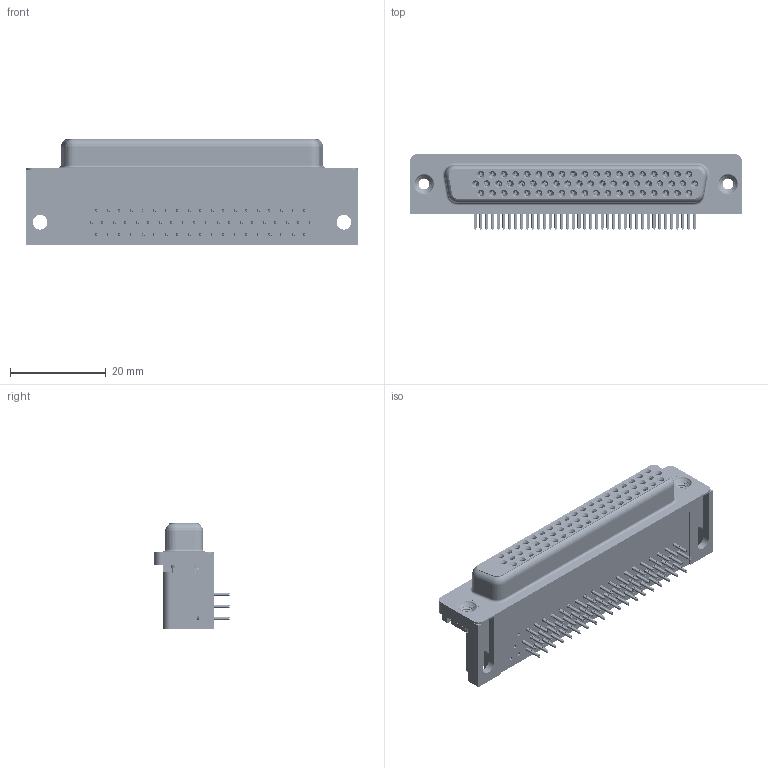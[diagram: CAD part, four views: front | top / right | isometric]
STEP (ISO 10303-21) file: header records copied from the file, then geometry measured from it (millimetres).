
FILE_DESCRIPTION (( 'STEP AP203' ), '1' );
FILE_NAME ('MHHDR-62FNS-C1.STEP', '2025-11-27T20:37:22', ( '' ), ( '' ), 'SwSTEP 2.0', 'SolidWorks 2023', '' );
FILE_SCHEMA (( 'CONFIG_CONTROL_DESIGN' ));
Length unit declared in the file: millimetre
Products named in the file (8): MHHDR Contact Middle; MHHDR Thru Hole Board Mount; MHHDR-62FNS-C1; MHHDR Housing_62 Socket; MHHDR Contact Top; MHHDR 4-40 Threaded Rivet; MHHDR Contact Bottom; MHHDR Shell_62 Socket
Assembly tree (64 placements, depth 2):
  MHHDR-62FNS-C1
    MHHDR Housing_62 Socket
    MHHDR Shell_62 Socket
    MHHDR Contact Bottom  x19
    MHHDR Contact Middle  x20
    MHHDR Contact Top  x19
    MHHDR Thru Hole Board Mount  x2
    MHHDR 4-40 Threaded Rivet  x2
Bounding box: 69.4 x 15.85 x 22 mm (x, y, z)
Volume: 12866.2 mm3; surface area: 17241.1 mm2
Topology: 68 solids, 68 shells, 8588 faces, 22544 edges, 14146 vertices
Faces by surface type: plane 3877, bspline 2018, cylinder 1939, cone 716, torus 38
Entity records: 52597 total; most frequent: CARTESIAN_POINT 14780, ORIENTED_EDGE 7404, DIRECTION 6971, EDGE_CURVE 3702, LINE 2585, VECTOR 2585, VERTEX_POINT 2370, AXIS2_PLACEMENT_3D 2193
